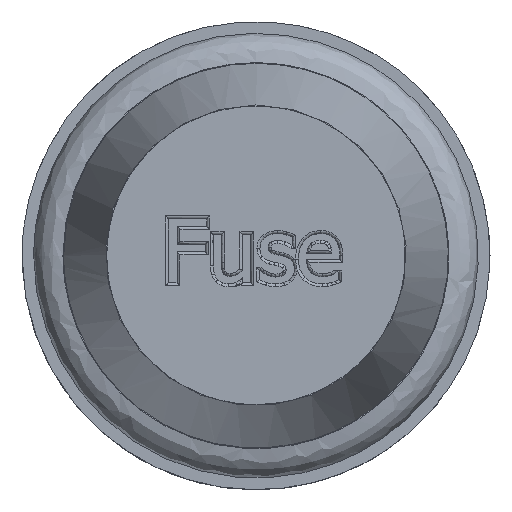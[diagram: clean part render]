
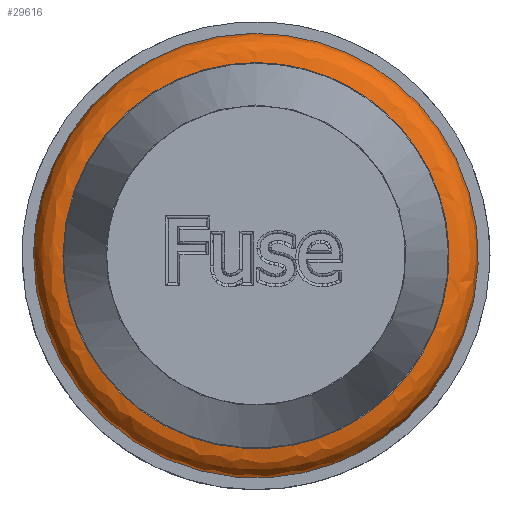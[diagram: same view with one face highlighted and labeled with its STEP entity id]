
A CAD part, top view. The second image highlights one B-rep face of the part: STEP entity #29616.
In plain terms, the highlighted free-form (B-spline) face has degree [2, 2] with [9, 3] control points.
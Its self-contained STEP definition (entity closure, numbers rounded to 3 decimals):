
#29545 = EDGE_CURVE('',#29546,#29546,#29548,.T.);
#29546 = VERTEX_POINT('',#29547);
#29547 = CARTESIAN_POINT('',(-73.106,0.,
    6.846));
#29548 = ( BOUNDED_CURVE() B_SPLINE_CURVE(2,(#29549,#29550,#29551,#29552
    ,#29553,#29554,#29555),.UNSPECIFIED.,.T.,.F.) 
B_SPLINE_CURVE_WITH_KNOTS((3,2,2,3),(3.142,5.236,
7.33,9.425),.PIECEWISE_BEZIER_KNOTS.) CURVE() 
GEOMETRIC_REPRESENTATION_ITEM() RATIONAL_B_SPLINE_CURVE((1.,0.5,1.,0.5,
1.,0.5,1.)) REPRESENTATION_ITEM('') );
#29549 = CARTESIAN_POINT('',(-73.106,0.,
    6.846));
#29550 = CARTESIAN_POINT('',(-73.106,14.765,
    6.846));
#29551 = CARTESIAN_POINT('',(-60.319,7.383,
    6.846));
#29552 = CARTESIAN_POINT('',(-47.532,0.,
    6.846));
#29553 = CARTESIAN_POINT('',(-60.319,-7.383,
    6.846));
#29554 = CARTESIAN_POINT('',(-73.106,-14.765,
    6.846));
#29555 = CARTESIAN_POINT('',(-73.106,0.,
    6.846));
#29579 = EDGE_CURVE('',#29580,#29580,#29582,.T.);
#29580 = VERTEX_POINT('',#29581);
#29581 = CARTESIAN_POINT('',(-74.397,0.,
    5.554));
#29582 = ( BOUNDED_CURVE() B_SPLINE_CURVE(2,(#29583,#29584,#29585,#29586
    ,#29587,#29588,#29589),.UNSPECIFIED.,.T.,.F.) 
B_SPLINE_CURVE_WITH_KNOTS((3,2,2,3),(3.142,5.236,
7.33,9.425),.PIECEWISE_BEZIER_KNOTS.) CURVE() 
GEOMETRIC_REPRESENTATION_ITEM() RATIONAL_B_SPLINE_CURVE((1.,0.5,1.,0.5,
1.,0.5,1.)) REPRESENTATION_ITEM('') );
#29583 = CARTESIAN_POINT('',(-74.397,0.,
    5.554));
#29584 = CARTESIAN_POINT('',(-74.397,-17.002,
    5.554));
#29585 = CARTESIAN_POINT('',(-59.673,-8.501,
    5.554));
#29586 = CARTESIAN_POINT('',(-44.948,0.,
    5.554));
#29587 = CARTESIAN_POINT('',(-59.673,8.501,
    5.554));
#29588 = CARTESIAN_POINT('',(-74.397,17.002,
    5.554));
#29589 = CARTESIAN_POINT('',(-74.397,0.,
    5.554));
#29616 = ADVANCED_FACE('',(#29617),#29628,.T.);
#29617 = FACE_BOUND('',#29618,.T.);
#29618 = EDGE_LOOP('',(#29619,#29620,#29626,#29627));
#29619 = ORIENTED_EDGE('',*,*,#29545,.T.);
#29620 = ORIENTED_EDGE('',*,*,#29621,.T.);
#29621 = EDGE_CURVE('',#29546,#29580,#29622,.T.);
#29622 = ( BOUNDED_CURVE() B_SPLINE_CURVE(2,(#29623,#29624,#29625),
.UNSPECIFIED.,.F.,.F.) B_SPLINE_CURVE_WITH_KNOTS((3,3),(4.712,
6.283),.PIECEWISE_BEZIER_KNOTS.) CURVE() 
GEOMETRIC_REPRESENTATION_ITEM() RATIONAL_B_SPLINE_CURVE((1.,
0.707,1.)) REPRESENTATION_ITEM('') );
#29623 = CARTESIAN_POINT('',(-73.106,0.,
    6.846));
#29624 = CARTESIAN_POINT('',(-74.397,0.,
    6.846));
#29625 = CARTESIAN_POINT('',(-74.397,0.,
    5.554));
#29626 = ORIENTED_EDGE('',*,*,#29579,.T.);
#29627 = ORIENTED_EDGE('',*,*,#29621,.F.);
#29628 = ( BOUNDED_SURFACE() B_SPLINE_SURFACE(2,2,(
    (#29629,#29630,#29631)
    ,(#29632,#29633,#29634)
    ,(#29635,#29636,#29637)
    ,(#29638,#29639,#29640)
    ,(#29641,#29642,#29643)
    ,(#29644,#29645,#29646)
    ,(#29647,#29648,#29649)
    ,(#29650,#29651,#29652)
    ,(#29653,#29654,#29655
)),.UNSPECIFIED.,.T.,.F.,.F.) B_SPLINE_SURFACE_WITH_KNOTS((3,2,2,2,3),(3
    ,3),(-3.142,-2.094,0.,2.094,3.142)
,(0.,1.571),.UNSPECIFIED.) GEOMETRIC_REPRESENTATION_ITEM() 
RATIONAL_B_SPLINE_SURFACE((
    (0.75,0.53,0.75)
    ,(0.75,0.53,0.75)
    ,(1.,0.707,1.)
    ,(0.5,0.354,0.5)
    ,(1.,0.707,1.)
    ,(0.5,0.354,0.5)
    ,(1.,0.707,1.)
    ,(0.75,0.53,0.75)
,(0.75,0.53,0.75))) REPRESENTATION_ITEM('') SURFACE() );
#29629 = CARTESIAN_POINT('',(-74.397,0.,
    5.554));
#29630 = CARTESIAN_POINT('',(-74.397,0.,6.846));
#29631 = CARTESIAN_POINT('',(-73.106,0.,
    6.846));
#29632 = CARTESIAN_POINT('',(-74.397,-5.667,
    5.554));
#29633 = CARTESIAN_POINT('',(-74.397,-5.667,
    6.846));
#29634 = CARTESIAN_POINT('',(-73.106,-4.922,
    6.846));
#29635 = CARTESIAN_POINT('',(-69.489,-8.501,
    5.554));
#29636 = CARTESIAN_POINT('',(-69.489,-8.501,
    6.846));
#29637 = CARTESIAN_POINT('',(-68.843,-7.383,
    6.846));
#29638 = CARTESIAN_POINT('',(-54.765,-17.002,
    5.554));
#29639 = CARTESIAN_POINT('',(-54.765,-17.002,
    6.846));
#29640 = CARTESIAN_POINT('',(-56.056,-14.765,
    6.846));
#29641 = CARTESIAN_POINT('',(-54.765,0.,5.554));
#29642 = CARTESIAN_POINT('',(-54.765,0.,6.846));
#29643 = CARTESIAN_POINT('',(-56.056,0.,6.846));
#29644 = CARTESIAN_POINT('',(-54.765,17.002,
    5.554));
#29645 = CARTESIAN_POINT('',(-54.765,17.002,
    6.846));
#29646 = CARTESIAN_POINT('',(-56.056,14.765,
    6.846));
#29647 = CARTESIAN_POINT('',(-69.489,8.501,
    5.554));
#29648 = CARTESIAN_POINT('',(-69.489,8.501,
    6.846));
#29649 = CARTESIAN_POINT('',(-68.843,7.383,
    6.846));
#29650 = CARTESIAN_POINT('',(-74.397,5.667,
    5.554));
#29651 = CARTESIAN_POINT('',(-74.397,5.667,
    6.846));
#29652 = CARTESIAN_POINT('',(-73.106,4.922,
    6.846));
#29653 = CARTESIAN_POINT('',(-74.397,0.,
    5.554));
#29654 = CARTESIAN_POINT('',(-74.397,0.,6.846));
#29655 = CARTESIAN_POINT('',(-73.106,0.,
    6.846));
